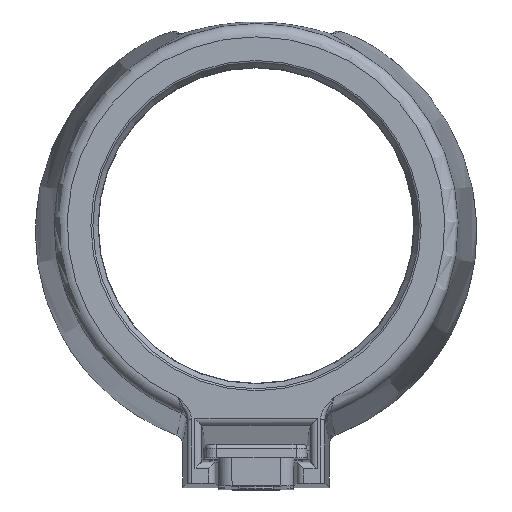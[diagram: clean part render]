
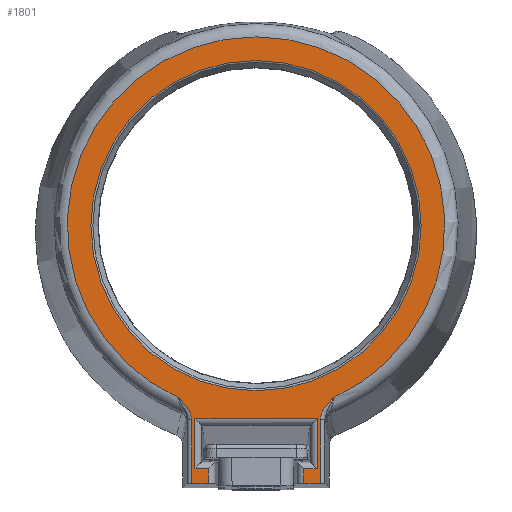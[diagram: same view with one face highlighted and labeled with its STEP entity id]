
A CAD part, front view. The second image highlights one B-rep face of the part: STEP entity #1801.
In plain terms, the highlighted planar face has unit normal (0, -1, 0).
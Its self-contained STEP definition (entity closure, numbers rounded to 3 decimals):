
#112=CARTESIAN_POINT('',(17.483,0.,-38.711));
#113=VERTEX_POINT('',#112);
#114=CARTESIAN_POINT('',(-17.483,0.,-38.711));
#115=VERTEX_POINT('',#114);
#116=CARTESIAN_POINT('',(0.0,0.0,0.0));
#117=DIRECTION('',(0.0,-1.0,0.0));
#118=DIRECTION('',(0.0,0.0,-1.0));
#119=AXIS2_PLACEMENT_3D('',#116,#117,#118);
#120=CIRCLE('',#119,42.476);
#121=EDGE_CURVE('',#113,#115,#120,.T.);
#1070=CARTESIAN_POINT('',(0.0,0.,37.155));
#1071=VERTEX_POINT('',#1070);
#1072=CARTESIAN_POINT('',(0.0,0.0,0.0));
#1073=DIRECTION('',(0.0,1.0,0.0));
#1074=DIRECTION('',(0.0,0.0,1.0));
#1075=AXIS2_PLACEMENT_3D('',#1072,#1073,#1074);
#1076=CIRCLE('',#1075,37.155);
#1077=EDGE_CURVE('',#1071,#1071,#1076,.T.);
#1665=CARTESIAN_POINT('',(0.0,0.0,0.0));
#1666=DIRECTION('',(0.0,-1.0,0.0));
#1667=DIRECTION('',(0.0,0.0,-1.0));
#1668=AXIS2_PLACEMENT_3D('',#1665,#1666,#1667);
#1669=PLANE('',#1668);
#1670=CARTESIAN_POINT('',(13.737,0.0,-54.7));
#1671=VERTEX_POINT('',#1670);
#1672=CARTESIAN_POINT('',(10.737,0.0,-54.7));
#1673=VERTEX_POINT('',#1672);
#1674=CARTESIAN_POINT('',(13.737,0.0,-54.7));
#1675=DIRECTION('',(-1.0,0.0,0.0));
#1676=VECTOR('',#1675,3.);
#1677=LINE('',#1674,#1676);
#1678=EDGE_CURVE('',#1671,#1673,#1677,.T.);
#1679=ORIENTED_EDGE('',*,*,#1678,.T.);
#1680=CARTESIAN_POINT('',(10.737,0.0,-58.));
#1681=VERTEX_POINT('',#1680);
#1682=CARTESIAN_POINT('',(10.737,0.0,-54.7));
#1683=DIRECTION('',(0.0,0.0,-1.0));
#1684=VECTOR('',#1683,3.3);
#1685=LINE('',#1682,#1684);
#1686=EDGE_CURVE('',#1673,#1681,#1685,.T.);
#1687=ORIENTED_EDGE('',*,*,#1686,.T.);
#1688=CARTESIAN_POINT('',(14.509,0.0,-58.));
#1689=VERTEX_POINT('',#1688);
#1690=CARTESIAN_POINT('',(14.509,0.0,-58.));
#1691=DIRECTION('',(-1.0,0.0,0.0));
#1692=VECTOR('',#1691,3.772);
#1693=LINE('',#1690,#1692);
#1694=EDGE_CURVE('',#1689,#1681,#1693,.T.);
#1695=ORIENTED_EDGE('',*,*,#1694,.F.);
#1696=CARTESIAN_POINT('',(14.509,0.0,-43.668));
#1697=VERTEX_POINT('',#1696);
#1698=CARTESIAN_POINT('',(14.509,0.0,-58.));
#1699=DIRECTION('',(0.0,0.0,1.0));
#1700=VECTOR('',#1699,14.332);
#1701=LINE('',#1698,#1700);
#1702=EDGE_CURVE('',#1689,#1697,#1701,.T.);
#1703=ORIENTED_EDGE('',*,*,#1702,.T.);
#1704=CARTESIAN_POINT('',(14.509,0.0,-43.668));
#1705=CARTESIAN_POINT('',(14.509,0.0,-43.166));
#1706=CARTESIAN_POINT('',(14.609,0.,-42.685));
#1707=CARTESIAN_POINT('',(14.785,0.0,-42.218));
#1708=CARTESIAN_POINT('',(14.961,0.,-41.751));
#1709=CARTESIAN_POINT('',(15.207,0.,-41.322));
#1710=CARTESIAN_POINT('',(15.492,0.0,-40.919));
#1711=CARTESIAN_POINT('',(15.778,0.,-40.516));
#1712=CARTESIAN_POINT('',(16.104,0.,-40.138));
#1713=CARTESIAN_POINT('',(16.442,0.,-39.775));
#1714=CARTESIAN_POINT('',(16.611,0.,-39.594));
#1715=CARTESIAN_POINT('',(16.784,0.,-39.416));
#1716=CARTESIAN_POINT('',(16.958,0.,-39.239));
#1717=CARTESIAN_POINT('',(17.132,0.,-39.062));
#1718=CARTESIAN_POINT('',(17.309,0.,-38.886));
#1719=CARTESIAN_POINT('',(17.483,0.,-38.711));
#1720=B_SPLINE_CURVE_WITH_KNOTS('',3,(#1704,#1705,#1706,#1707,#1708,#1709,#1710,#1711,#1712,#1713,#1714,#1715,#1716,#1717,#1718,#1719),.UNSPECIFIED.,.F.,.U.,(4,3,3,3,3,4),(0.0,0.001,0.003,0.004,0.005,0.006),.UNSPECIFIED.);
#1721=EDGE_CURVE('',#1697,#113,#1720,.T.);
#1722=ORIENTED_EDGE('',*,*,#1721,.T.);
#1723=ORIENTED_EDGE('',*,*,#121,.T.);
#1724=CARTESIAN_POINT('',(-14.509,0.0,-43.668));
#1725=VERTEX_POINT('',#1724);
#1726=CARTESIAN_POINT('',(-17.483,0.,-38.711));
#1727=CARTESIAN_POINT('',(-17.133,0.,-39.063));
#1728=CARTESIAN_POINT('',(-16.781,0.,-39.413));
#1729=CARTESIAN_POINT('',(-16.442,0.,-39.775));
#1730=CARTESIAN_POINT('',(-16.104,0.,-40.138));
#1731=CARTESIAN_POINT('',(-15.778,0.,-40.516));
#1732=CARTESIAN_POINT('',(-15.492,0.,-40.919));
#1733=CARTESIAN_POINT('',(-15.207,0.,-41.322));
#1734=CARTESIAN_POINT('',(-14.961,0.,-41.751));
#1735=CARTESIAN_POINT('',(-14.785,0.,-42.218));
#1736=CARTESIAN_POINT('',(-14.609,0.,-42.685));
#1737=CARTESIAN_POINT('',(-14.509,0.0,-43.166));
#1738=CARTESIAN_POINT('',(-14.509,0.0,-43.668));
#1739=B_SPLINE_CURVE_WITH_KNOTS('',3,(#1726,#1727,#1728,#1729,#1730,#1731,#1732,#1733,#1734,#1735,#1736,#1737,#1738),.UNSPECIFIED.,.F.,.U.,(4,3,3,3,4),(0.,0.001,0.003,0.004,0.006),.UNSPECIFIED.);
#1740=EDGE_CURVE('',#115,#1725,#1739,.T.);
#1741=ORIENTED_EDGE('',*,*,#1740,.T.);
#1742=CARTESIAN_POINT('',(-14.509,0.0,-58.));
#1743=VERTEX_POINT('',#1742);
#1744=CARTESIAN_POINT('',(-14.509,0.0,-43.668));
#1745=DIRECTION('',(0.0,0.0,-1.0));
#1746=VECTOR('',#1745,14.332);
#1747=LINE('',#1744,#1746);
#1748=EDGE_CURVE('',#1725,#1743,#1747,.T.);
#1749=ORIENTED_EDGE('',*,*,#1748,.T.);
#1750=CARTESIAN_POINT('',(-10.737,0.0,-58.));
#1751=VERTEX_POINT('',#1750);
#1752=CARTESIAN_POINT('',(-10.737,0.0,-58.));
#1753=DIRECTION('',(-1.0,0.0,0.0));
#1754=VECTOR('',#1753,3.772);
#1755=LINE('',#1752,#1754);
#1756=EDGE_CURVE('',#1751,#1743,#1755,.T.);
#1757=ORIENTED_EDGE('',*,*,#1756,.F.);
#1758=CARTESIAN_POINT('',(-10.737,0.0,-54.7));
#1759=VERTEX_POINT('',#1758);
#1760=CARTESIAN_POINT('',(-10.737,0.0,-58.));
#1761=DIRECTION('',(0.0,0.0,1.0));
#1762=VECTOR('',#1761,3.3);
#1763=LINE('',#1760,#1762);
#1764=EDGE_CURVE('',#1751,#1759,#1763,.T.);
#1765=ORIENTED_EDGE('',*,*,#1764,.T.);
#1766=CARTESIAN_POINT('',(-13.737,0.0,-54.7));
#1767=VERTEX_POINT('',#1766);
#1768=CARTESIAN_POINT('',(-10.737,0.0,-54.7));
#1769=DIRECTION('',(-1.0,0.0,0.0));
#1770=VECTOR('',#1769,3.);
#1771=LINE('',#1768,#1770);
#1772=EDGE_CURVE('',#1759,#1767,#1771,.T.);
#1773=ORIENTED_EDGE('',*,*,#1772,.T.);
#1774=CARTESIAN_POINT('',(-13.737,0.0,-43.412));
#1775=VERTEX_POINT('',#1774);
#1776=CARTESIAN_POINT('',(-13.737,0.0,-54.7));
#1777=DIRECTION('',(0.0,0.0,1.0));
#1778=VECTOR('',#1777,11.288);
#1779=LINE('',#1776,#1778);
#1780=EDGE_CURVE('',#1767,#1775,#1779,.T.);
#1781=ORIENTED_EDGE('',*,*,#1780,.T.);
#1782=CARTESIAN_POINT('',(13.737,0.0,-43.412));
#1783=VERTEX_POINT('',#1782);
#1784=CARTESIAN_POINT('',(-13.737,0.0,-43.412));
#1785=DIRECTION('',(1.0,0.0,0.0));
#1786=VECTOR('',#1785,27.474);
#1787=LINE('',#1784,#1786);
#1788=EDGE_CURVE('',#1775,#1783,#1787,.T.);
#1789=ORIENTED_EDGE('',*,*,#1788,.T.);
#1790=CARTESIAN_POINT('',(13.737,0.0,-43.412));
#1791=DIRECTION('',(0.0,0.0,-1.0));
#1792=VECTOR('',#1791,11.288);
#1793=LINE('',#1790,#1792);
#1794=EDGE_CURVE('',#1783,#1671,#1793,.T.);
#1795=ORIENTED_EDGE('',*,*,#1794,.T.);
#1796=EDGE_LOOP('',(#1679,#1687,#1695,#1703,#1722,#1723,#1741,#1749,#1757,#1765,#1773,#1781,#1789,#1795));
#1797=FACE_OUTER_BOUND('',#1796,.T.);
#1798=ORIENTED_EDGE('',*,*,#1077,.T.);
#1799=EDGE_LOOP('',(#1798));
#1800=FACE_BOUND('',#1799,.T.);
#1801=ADVANCED_FACE('',(#1797,#1800),#1669,.T.);
